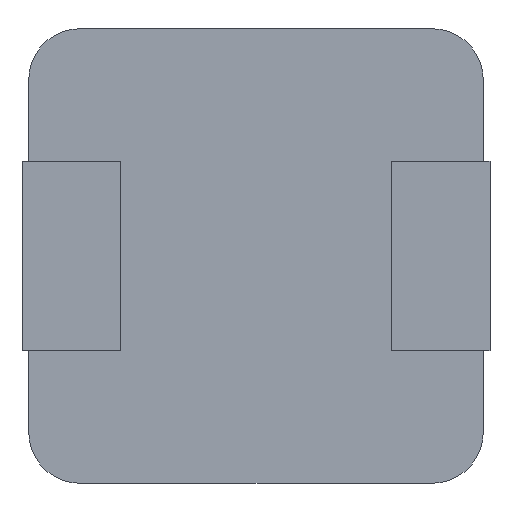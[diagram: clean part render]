
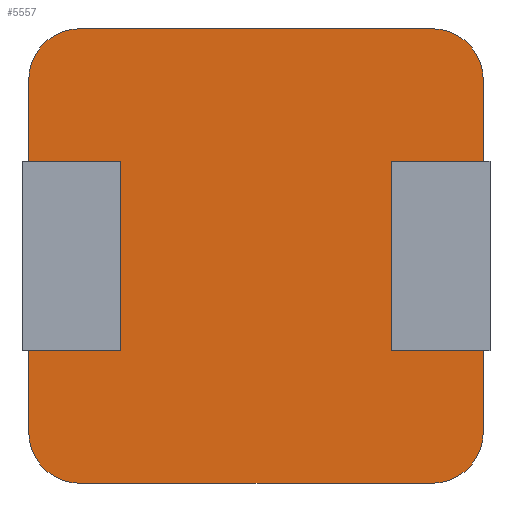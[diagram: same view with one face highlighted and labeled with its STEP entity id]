
A CAD part, front view. The second image highlights one B-rep face of the part: STEP entity #5557.
In plain terms, the highlighted planar face has unit normal (0, -1, 0).
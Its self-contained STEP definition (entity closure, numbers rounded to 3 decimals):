
#26 = CARTESIAN_POINT ( 'NONE',  ( 2., 0., -1.4 ) ) ;
#41 = DIRECTION ( 'NONE',  ( 0., 0., -1. ) ) ;
#91 = EDGE_CURVE ( 'NONE', #5431, #5315, #2051, .T. ) ;
#264 = ORIENTED_EDGE ( 'NONE', *, *, #945, .F. ) ;
#276 = EDGE_CURVE ( 'NONE', #5649, #5171, #821, .T. ) ;
#369 = VECTOR ( 'NONE', #4099, 1000. ) ;
#382 = CIRCLE ( 'NONE', #1595, 0.75 ) ;
#387 = CARTESIAN_POINT ( 'NONE',  ( -2.6, 0., -3.35 ) ) ;
#493 = LINE ( 'NONE', #1961, #2012 ) ;
#571 = DIRECTION ( 'NONE',  ( 0., 0., -1. ) ) ;
#608 = CARTESIAN_POINT ( 'NONE',  ( 3.35, 0., -1.4 ) ) ;
#690 = AXIS2_PLACEMENT_3D ( 'NONE', #933, #4906, #571 ) ;
#728 = CARTESIAN_POINT ( 'NONE',  ( 3.35, 0., 1.4 ) ) ;
#821 = LINE ( 'NONE', #2707, #4786 ) ;
#838 = ORIENTED_EDGE ( 'NONE', *, *, #4795, .T. ) ;
#897 = CARTESIAN_POINT ( 'NONE',  ( 2.6, 0., -1.4 ) ) ;
#933 = CARTESIAN_POINT ( 'NONE',  ( 2.6, 0., 2.6 ) ) ;
#944 = LINE ( 'NONE', #2835, #1731 ) ;
#945 = EDGE_CURVE ( 'NONE', #2892, #1370, #2658, .T. ) ;
#973 = CARTESIAN_POINT ( 'NONE',  ( -3.35, 0., -2.6 ) ) ;
#1027 = CARTESIAN_POINT ( 'NONE',  ( -2., 0., 1.4 ) ) ;
#1088 = AXIS2_PLACEMENT_3D ( 'NONE', #4844, #4413, #41 ) ;
#1197 = CARTESIAN_POINT ( 'NONE',  ( 3.35, 0., 2.6 ) ) ;
#1245 = EDGE_CURVE ( 'NONE', #4709, #5171, #3186, .T. ) ;
#1286 = VECTOR ( 'NONE', #4295, 1000. ) ;
#1299 = ORIENTED_EDGE ( 'NONE', *, *, #1875, .F. ) ;
#1353 = CARTESIAN_POINT ( 'NONE',  ( 2.6, 0., -2.6 ) ) ;
#1358 = ORIENTED_EDGE ( 'NONE', *, *, #91, .F. ) ;
#1365 = ORIENTED_EDGE ( 'NONE', *, *, #1476, .F. ) ;
#1369 = CARTESIAN_POINT ( 'NONE',  ( 2.6, 0., -3.35 ) ) ;
#1370 = VERTEX_POINT ( 'NONE', #5998 ) ;
#1374 = VECTOR ( 'NONE', #3447, 1000. ) ;
#1391 = CARTESIAN_POINT ( 'NONE',  ( -2., 0., 2.6 ) ) ;
#1401 = EDGE_CURVE ( 'NONE', #3557, #4709, #4320, .T. ) ;
#1476 = EDGE_CURVE ( 'NONE', #5885, #5346, #2527, .T. ) ;
#1595 = AXIS2_PLACEMENT_3D ( 'NONE', #2506, #3365, #5283 ) ;
#1665 = ORIENTED_EDGE ( 'NONE', *, *, #4411, .T. ) ;
#1715 = LINE ( 'NONE', #5545, #3030 ) ;
#1724 = VECTOR ( 'NONE', #5765, 1000. ) ;
#1731 = VECTOR ( 'NONE', #1992, 1000. ) ;
#1875 = EDGE_CURVE ( 'NONE', #1370, #5649, #2112, .T. ) ;
#1926 = VERTEX_POINT ( 'NONE', #4382 ) ;
#1942 = AXIS2_PLACEMENT_3D ( 'NONE', #3021, #6292, #5297 ) ;
#1961 = CARTESIAN_POINT ( 'NONE',  ( 2.6, 0., -1.4 ) ) ;
#1969 = ORIENTED_EDGE ( 'NONE', *, *, #4737, .F. ) ;
#1979 = ORIENTED_EDGE ( 'NONE', *, *, #276, .F. ) ;
#1992 = DIRECTION ( 'NONE',  ( 0., 0., 1. ) ) ;
#2012 = VECTOR ( 'NONE', #5262, 1000. ) ;
#2051 = CIRCLE ( 'NONE', #1942, 0.75 ) ;
#2112 = CIRCLE ( 'NONE', #1088, 0.75 ) ;
#2151 = ORIENTED_EDGE ( 'NONE', *, *, #3764, .F. ) ;
#2169 = CARTESIAN_POINT ( 'NONE',  ( 2.6, 0., 3.35 ) ) ;
#2174 = CARTESIAN_POINT ( 'NONE',  ( 3.35, 0., 2.6 ) ) ;
#2201 = VERTEX_POINT ( 'NONE', #3950 ) ;
#2235 = VECTOR ( 'NONE', #4656, 1000. ) ;
#2407 = ORIENTED_EDGE ( 'NONE', *, *, #1245, .T. ) ;
#2506 = CARTESIAN_POINT ( 'NONE',  ( -2.6, 0., 2.6 ) ) ;
#2527 = CIRCLE ( 'NONE', #5236, 0.75 ) ;
#2612 = VERTEX_POINT ( 'NONE', #5035 ) ;
#2658 = LINE ( 'NONE', #2169, #4767 ) ;
#2680 = DIRECTION ( 'NONE',  ( 1., 0., 0. ) ) ;
#2707 = CARTESIAN_POINT ( 'NONE',  ( 3.35, 0., 2.6 ) ) ;
#2744 = CARTESIAN_POINT ( 'NONE',  ( 2., 0., 1.4 ) ) ;
#2773 = CARTESIAN_POINT ( 'NONE',  ( 2., 0., 2.6 ) ) ;
#2778 = EDGE_CURVE ( 'NONE', #5315, #5178, #5891, .T. ) ;
#2835 = CARTESIAN_POINT ( 'NONE',  ( -3.35, 0., 2.6 ) ) ;
#2892 = VERTEX_POINT ( 'NONE', #3140 ) ;
#3012 = EDGE_CURVE ( 'NONE', #5694, #3557, #5244, .T. ) ;
#3021 = CARTESIAN_POINT ( 'NONE',  ( -2.6, 0., -2.6 ) ) ;
#3030 = VECTOR ( 'NONE', #4700, 1000. ) ;
#3096 = ORIENTED_EDGE ( 'NONE', *, *, #5862, .T. ) ;
#3133 = VECTOR ( 'NONE', #2680, 1000. ) ;
#3140 = CARTESIAN_POINT ( 'NONE',  ( -2.6, 0., 3.35 ) ) ;
#3186 = LINE ( 'NONE', #6097, #3133 ) ;
#3365 = DIRECTION ( 'NONE',  ( 0., 1., 0. ) ) ;
#3405 = ORIENTED_EDGE ( 'NONE', *, *, #2778, .F. ) ;
#3447 = DIRECTION ( 'NONE',  ( 0., 0., -1. ) ) ;
#3461 = FACE_OUTER_BOUND ( 'NONE', #6225, .T. ) ;
#3557 = VERTEX_POINT ( 'NONE', #26 ) ;
#3764 = EDGE_CURVE ( 'NONE', #5346, #5431, #1715, .T. ) ;
#3769 = EDGE_CURVE ( 'NONE', #5694, #5885, #6096, .T. ) ;
#3931 = CARTESIAN_POINT ( 'NONE',  ( -3.35, 0., 2.6 ) ) ;
#3950 = CARTESIAN_POINT ( 'NONE',  ( -3.35, 0., 1.4 ) ) ;
#3997 = ORIENTED_EDGE ( 'NONE', *, *, #3012, .T. ) ;
#4061 = LINE ( 'NONE', #5030, #5366 ) ;
#4091 = DIRECTION ( 'NONE',  ( 1., 0., 0. ) ) ;
#4099 = DIRECTION ( 'NONE',  ( 0., 0., -1. ) ) ;
#4165 = DIRECTION ( 'NONE',  ( 0., 0., -1. ) ) ;
#4235 = DIRECTION ( 'NONE',  ( 0., 0., 1. ) ) ;
#4295 = DIRECTION ( 'NONE',  ( 0., 0., 1. ) ) ;
#4320 = LINE ( 'NONE', #2773, #1286 ) ;
#4343 = PLANE ( 'NONE',  #690 ) ;
#4382 = CARTESIAN_POINT ( 'NONE',  ( -2., 0., -1.4 ) ) ;
#4411 = EDGE_CURVE ( 'NONE', #5487, #1926, #4771, .T. ) ;
#4413 = DIRECTION ( 'NONE',  ( 0., 1., 0. ) ) ;
#4477 = CARTESIAN_POINT ( 'NONE',  ( 3.35, 0., -2.6 ) ) ;
#4656 = DIRECTION ( 'NONE',  ( -1., 0., 0. ) ) ;
#4700 = DIRECTION ( 'NONE',  ( -1., 0., 0. ) ) ;
#4709 = VERTEX_POINT ( 'NONE', #2744 ) ;
#4737 = EDGE_CURVE ( 'NONE', #2201, #2612, #944, .T. ) ;
#4767 = VECTOR ( 'NONE', #5627, 1000. ) ;
#4771 = LINE ( 'NONE', #1391, #1374 ) ;
#4786 = VECTOR ( 'NONE', #4165, 1000. ) ;
#4795 = EDGE_CURVE ( 'NONE', #1926, #5178, #493, .T. ) ;
#4844 = CARTESIAN_POINT ( 'NONE',  ( 2.6, 0., 2.6 ) ) ;
#4906 = DIRECTION ( 'NONE',  ( 0., -1., 0. ) ) ;
#4958 = CARTESIAN_POINT ( 'NONE',  ( -3.35, 0., -1.4 ) ) ;
#5030 = CARTESIAN_POINT ( 'NONE',  ( 2.6, 0., 1.4 ) ) ;
#5035 = CARTESIAN_POINT ( 'NONE',  ( -3.35, 0., 2.6 ) ) ;
#5171 = VERTEX_POINT ( 'NONE', #728 ) ;
#5178 = VERTEX_POINT ( 'NONE', #4958 ) ;
#5226 = ORIENTED_EDGE ( 'NONE', *, *, #1401, .T. ) ;
#5236 = AXIS2_PLACEMENT_3D ( 'NONE', #1353, #5682, #4235 ) ;
#5237 = ORIENTED_EDGE ( 'NONE', *, *, #5597, .F. ) ;
#5244 = LINE ( 'NONE', #897, #2235 ) ;
#5262 = DIRECTION ( 'NONE',  ( -1., 0., 0. ) ) ;
#5283 = DIRECTION ( 'NONE',  ( 0., 0., -1. ) ) ;
#5297 = DIRECTION ( 'NONE',  ( 0., 0., -1. ) ) ;
#5315 = VERTEX_POINT ( 'NONE', #973 ) ;
#5346 = VERTEX_POINT ( 'NONE', #1369 ) ;
#5366 = VECTOR ( 'NONE', #4091, 1000. ) ;
#5431 = VERTEX_POINT ( 'NONE', #387 ) ;
#5487 = VERTEX_POINT ( 'NONE', #1027 ) ;
#5545 = CARTESIAN_POINT ( 'NONE',  ( 2.6, 0., -3.35 ) ) ;
#5557 = ADVANCED_FACE ( 'NONE', ( #3461 ), #4343, .T. ) ;
#5597 = EDGE_CURVE ( 'NONE', #2612, #2892, #382, .T. ) ;
#5627 = DIRECTION ( 'NONE',  ( 1., 0., 0. ) ) ;
#5649 = VERTEX_POINT ( 'NONE', #2174 ) ;
#5682 = DIRECTION ( 'NONE',  ( 0., 1., 0. ) ) ;
#5694 = VERTEX_POINT ( 'NONE', #608 ) ;
#5765 = DIRECTION ( 'NONE',  ( 0., 0., 1. ) ) ;
#5862 = EDGE_CURVE ( 'NONE', #2201, #5487, #4061, .T. ) ;
#5885 = VERTEX_POINT ( 'NONE', #4477 ) ;
#5891 = LINE ( 'NONE', #3931, #1724 ) ;
#5904 = ORIENTED_EDGE ( 'NONE', *, *, #3769, .F. ) ;
#5998 = CARTESIAN_POINT ( 'NONE',  ( 2.6, 0., 3.35 ) ) ;
#6096 = LINE ( 'NONE', #1197, #369 ) ;
#6097 = CARTESIAN_POINT ( 'NONE',  ( 2.6, 0., 1.4 ) ) ;
#6225 = EDGE_LOOP ( 'NONE', ( #5904, #3997, #5226, #2407, #1979, #1299, #264, #5237, #1969, #3096, #1665, #838, #3405, #1358, #2151, #1365 ) ) ;
#6292 = DIRECTION ( 'NONE',  ( 0., 1., 0. ) ) ;
